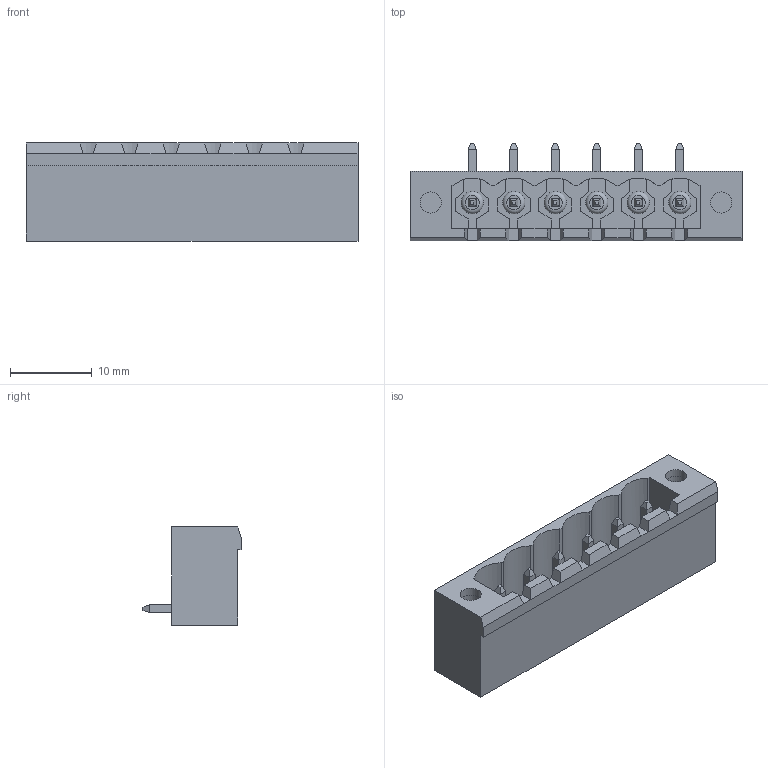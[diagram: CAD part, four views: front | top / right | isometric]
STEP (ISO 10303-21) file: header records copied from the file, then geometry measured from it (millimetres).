
FILE_DESCRIPTION( ( 'Unknown' ), '1' );
FILE_NAME( '691317510006.stp', 'Unknown', ( 'Unknown' ), ( 'Unknown' ), 'PSStep 19.0.9', 'Unknown', ' ' );
FILE_SCHEMA( ( 'AUTOMOTIVE_DESIGN { 1 0 10303 214 1 1 1 1 }' ) );
Length unit declared in the file: millimetre
Products named in the file (4): Assem1; 6913175100xx_PIN; 6913175100xx_INSERT; 691317510006
Assembly tree (9 placements, depth 2):
  Assem1
    6913175100xx_PIN  x6
    6913175100xx_INSERT  x2
    691317510006
Bounding box: 40.64 x 12 x 12 mm (x, y, z)
Volume: 1808.3 mm3; surface area: 4571.1 mm2
Topology: 9 solids, 9 shells, 379 faces, 1000 edges, 647 vertices
Faces by surface type: plane 347, cylinder 22, torus 10
Full cylindrical faces by diameter (mm): 2.6 x4, 2.75 x6
Entity records: 11360 total; most frequent: CARTESIAN_POINT 1816, ORIENTED_EDGE 1524, DIRECTION 1386, EDGE_CURVE 762, LINE 698, VECTOR 698, VERTEX_POINT 510, AXIS2_PLACEMENT_3D 344
